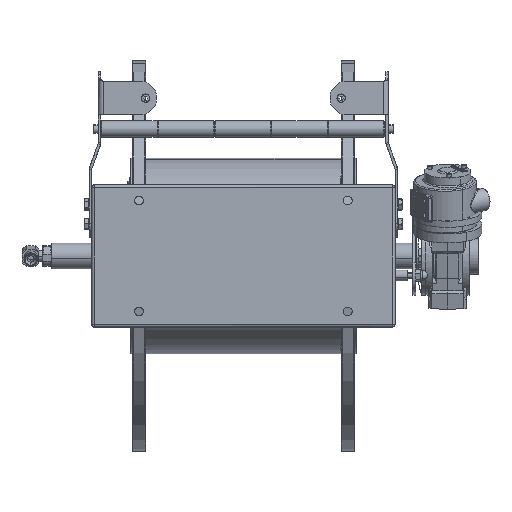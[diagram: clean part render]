
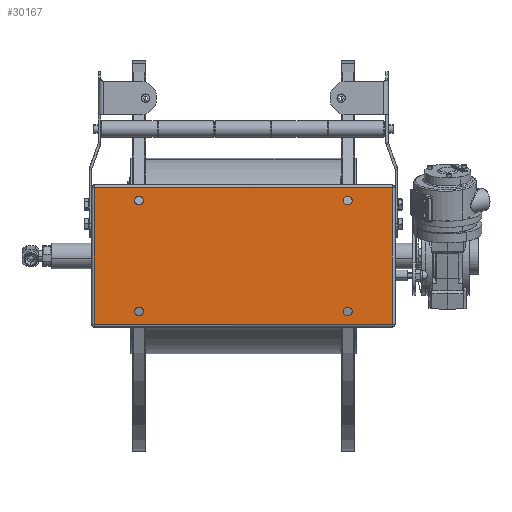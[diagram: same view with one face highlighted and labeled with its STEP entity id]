
A CAD part, front view. The second image highlights one B-rep face of the part: STEP entity #30167.
In plain terms, the highlighted planar face has unit normal (0, -1, 0).
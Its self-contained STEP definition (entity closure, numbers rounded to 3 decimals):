
#500 = EDGE_CURVE ( 'NONE', #19539, #41521, #79401, .T. ) ;
#2037 = CARTESIAN_POINT ( 'NONE',  ( -228.5, 0., 105. ) ) ;
#2538 = CARTESIAN_POINT ( 'NONE',  ( -160., 0., -85. ) ) ;
#4208 = EDGE_LOOP ( 'NONE', ( #49494, #42928 ) ) ;
#4288 = AXIS2_PLACEMENT_3D ( 'NONE', #76206, #27078, #19835 ) ;
#7515 = CIRCLE ( 'NONE', #74815, 6.75 ) ;
#8897 = CARTESIAN_POINT ( 'NONE',  ( -160., 0., 85. ) ) ;
#9509 = EDGE_CURVE ( 'NONE', #58219, #35885, #49087, .T. ) ;
#10259 = DIRECTION ( 'NONE',  ( 0., 0., -1. ) ) ;
#10543 = CARTESIAN_POINT ( 'NONE',  ( 153.25, 0., 85. ) ) ;
#12335 = CIRCLE ( 'NONE', #67974, 6.75 ) ;
#13090 = DIRECTION ( 'NONE',  ( 0., -1., 0. ) ) ;
#13363 = FACE_BOUND ( 'NONE', #60533, .T. ) ;
#13764 = FACE_OUTER_BOUND ( 'NONE', #19098, .T. ) ;
#14508 = ORIENTED_EDGE ( 'NONE', *, *, #61592, .F. ) ;
#14564 = CARTESIAN_POINT ( 'NONE',  ( -228.5, 0., -105. ) ) ;
#15444 = DIRECTION ( 'NONE',  ( 0., -1., 0. ) ) ;
#15951 = CARTESIAN_POINT ( 'NONE',  ( 228.5, 0., 105. ) ) ;
#16119 = CARTESIAN_POINT ( 'NONE',  ( 166.75, 0., -85. ) ) ;
#16399 = VERTEX_POINT ( 'NONE', #67781 ) ;
#17621 = VERTEX_POINT ( 'NONE', #62475 ) ;
#19069 = CARTESIAN_POINT ( 'NONE',  ( -160., 0., -85. ) ) ;
#19098 = EDGE_LOOP ( 'NONE', ( #38967, #48868, #69140, #62641 ) ) ;
#19358 = DIRECTION ( 'NONE',  ( 1., 0., 0. ) ) ;
#19539 = VERTEX_POINT ( 'NONE', #62509 ) ;
#19835 = DIRECTION ( 'NONE',  ( -1., 0., 0. ) ) ;
#20046 = ORIENTED_EDGE ( 'NONE', *, *, #500, .F. ) ;
#22551 = DIRECTION ( 'NONE',  ( 1., 0., 0. ) ) ;
#23381 = VERTEX_POINT ( 'NONE', #10543 ) ;
#24223 = DIRECTION ( 'NONE',  ( 0., -1., 0. ) ) ;
#24937 = DIRECTION ( 'NONE',  ( 1., 0., 0. ) ) ;
#25259 = EDGE_CURVE ( 'NONE', #39719, #16399, #30677, .T. ) ;
#25965 = EDGE_CURVE ( 'NONE', #58219, #52651, #43027, .T. ) ;
#26506 = DIRECTION ( 'NONE',  ( 1., 0., 0. ) ) ;
#26682 = PLANE ( 'NONE',  #4288 ) ;
#27078 = DIRECTION ( 'NONE',  ( 0., 1., 0. ) ) ;
#27487 = FACE_BOUND ( 'NONE', #77548, .T. ) ;
#28351 = VERTEX_POINT ( 'NONE', #49051 ) ;
#30167 = ADVANCED_FACE ( 'NONE', ( #13363, #27487, #37998, #75797, #13764 ), #26682, .F. ) ;
#30342 = AXIS2_PLACEMENT_3D ( 'NONE', #55975, #13090, #30860 ) ;
#30677 = CIRCLE ( 'NONE', #69597, 6.75 ) ;
#30680 = DIRECTION ( 'NONE',  ( 1., 0., 0. ) ) ;
#30860 = DIRECTION ( 'NONE',  ( 1., 0., 0. ) ) ;
#30891 = AXIS2_PLACEMENT_3D ( 'NONE', #8897, #77043, #22551 ) ;
#31375 = VECTOR ( 'NONE', #26506, 1000. ) ;
#35885 = VERTEX_POINT ( 'NONE', #14564 ) ;
#37326 = DIRECTION ( 'NONE',  ( 0., 0., -1. ) ) ;
#37503 = CARTESIAN_POINT ( 'NONE',  ( -160., 0., 85. ) ) ;
#37753 = EDGE_CURVE ( 'NONE', #41521, #19539, #42474, .T. ) ;
#37998 = FACE_BOUND ( 'NONE', #41114, .T. ) ;
#38967 = ORIENTED_EDGE ( 'NONE', *, *, #59957, .T. ) ;
#39037 = LINE ( 'NONE', #57292, #31375 ) ;
#39719 = VERTEX_POINT ( 'NONE', #63210 ) ;
#40838 = CARTESIAN_POINT ( 'NONE',  ( 166.75, 0., 85. ) ) ;
#41114 = EDGE_LOOP ( 'NONE', ( #52770, #65801 ) ) ;
#41441 = VERTEX_POINT ( 'NONE', #40838 ) ;
#41521 = VERTEX_POINT ( 'NONE', #48932 ) ;
#42398 = CARTESIAN_POINT ( 'NONE',  ( 160., 0., -85. ) ) ;
#42474 = CIRCLE ( 'NONE', #30891, 6.75 ) ;
#42928 = ORIENTED_EDGE ( 'NONE', *, *, #52424, .F. ) ;
#43027 = LINE ( 'NONE', #67842, #74821 ) ;
#43790 = CARTESIAN_POINT ( 'NONE',  ( -228.5, 0., 105. ) ) ;
#44567 = ORIENTED_EDGE ( 'NONE', *, *, #25259, .F. ) ;
#44605 = EDGE_CURVE ( 'NONE', #52651, #28351, #71524, .T. ) ;
#45220 = DIRECTION ( 'NONE',  ( 0., -1., 0. ) ) ;
#46840 = AXIS2_PLACEMENT_3D ( 'NONE', #67126, #74087, #24937 ) ;
#48868 = ORIENTED_EDGE ( 'NONE', *, *, #44605, .F. ) ;
#48932 = CARTESIAN_POINT ( 'NONE',  ( -166.75, 0., 85. ) ) ;
#49051 = CARTESIAN_POINT ( 'NONE',  ( 228.5, 0., -105. ) ) ;
#49087 = LINE ( 'NONE', #43790, #70731 ) ;
#49494 = ORIENTED_EDGE ( 'NONE', *, *, #76243, .F. ) ;
#50689 = CIRCLE ( 'NONE', #46840, 6.75 ) ;
#51406 = DIRECTION ( 'NONE',  ( 0., -1., 0. ) ) ;
#52424 = EDGE_CURVE ( 'NONE', #17621, #69622, #64292, .T. ) ;
#52651 = VERTEX_POINT ( 'NONE', #54898 ) ;
#52770 = ORIENTED_EDGE ( 'NONE', *, *, #61365, .F. ) ;
#53236 = DIRECTION ( 'NONE',  ( 1., 0., 0. ) ) ;
#54898 = CARTESIAN_POINT ( 'NONE',  ( 228.5, 0., 105. ) ) ;
#55975 = CARTESIAN_POINT ( 'NONE',  ( 160., 0., 85. ) ) ;
#56032 = DIRECTION ( 'NONE',  ( 1., 0., 0. ) ) ;
#57292 = CARTESIAN_POINT ( 'NONE',  ( -232.5, 0., -105. ) ) ;
#58219 = VERTEX_POINT ( 'NONE', #2037 ) ;
#58526 = EDGE_CURVE ( 'NONE', #23381, #41441, #50689, .T. ) ;
#59350 = DIRECTION ( 'NONE',  ( 0., -1., 0. ) ) ;
#59426 = VECTOR ( 'NONE', #10259, 1000. ) ;
#59957 = EDGE_CURVE ( 'NONE', #35885, #28351, #39037, .T. ) ;
#60533 = EDGE_LOOP ( 'NONE', ( #44567, #14508 ) ) ;
#61365 = EDGE_CURVE ( 'NONE', #41441, #23381, #73164, .T. ) ;
#61592 = EDGE_CURVE ( 'NONE', #16399, #39719, #12335, .T. ) ;
#61973 = ORIENTED_EDGE ( 'NONE', *, *, #37753, .F. ) ;
#62368 = DIRECTION ( 'NONE',  ( 1., 0., 0. ) ) ;
#62475 = CARTESIAN_POINT ( 'NONE',  ( 153.25, 0., -85. ) ) ;
#62509 = CARTESIAN_POINT ( 'NONE',  ( -153.25, 0., 85. ) ) ;
#62641 = ORIENTED_EDGE ( 'NONE', *, *, #9509, .T. ) ;
#63210 = CARTESIAN_POINT ( 'NONE',  ( -153.25, 0., -85. ) ) ;
#64292 = CIRCLE ( 'NONE', #69475, 6.75 ) ;
#65801 = ORIENTED_EDGE ( 'NONE', *, *, #58526, .F. ) ;
#67126 = CARTESIAN_POINT ( 'NONE',  ( 160., 0., 85. ) ) ;
#67781 = CARTESIAN_POINT ( 'NONE',  ( -166.75, 0., -85. ) ) ;
#67842 = CARTESIAN_POINT ( 'NONE',  ( -232.5, 0., 105. ) ) ;
#67974 = AXIS2_PLACEMENT_3D ( 'NONE', #19069, #51406, #62368 ) ;
#69140 = ORIENTED_EDGE ( 'NONE', *, *, #25965, .F. ) ;
#69475 = AXIS2_PLACEMENT_3D ( 'NONE', #42398, #24223, #30680 ) ;
#69597 = AXIS2_PLACEMENT_3D ( 'NONE', #2538, #15444, #76284 ) ;
#69622 = VERTEX_POINT ( 'NONE', #16119 ) ;
#70731 = VECTOR ( 'NONE', #37326, 1000. ) ;
#71524 = LINE ( 'NONE', #15951, #59426 ) ;
#72802 = CARTESIAN_POINT ( 'NONE',  ( 160., 0., -85. ) ) ;
#73164 = CIRCLE ( 'NONE', #30342, 6.75 ) ;
#74087 = DIRECTION ( 'NONE',  ( 0., -1., 0. ) ) ;
#74186 = AXIS2_PLACEMENT_3D ( 'NONE', #37503, #45220, #19358 ) ;
#74815 = AXIS2_PLACEMENT_3D ( 'NONE', #72802, #59350, #53236 ) ;
#74821 = VECTOR ( 'NONE', #56032, 1000. ) ;
#75797 = FACE_BOUND ( 'NONE', #4208, .T. ) ;
#76206 = CARTESIAN_POINT ( 'NONE',  ( -232.5, 0., 105. ) ) ;
#76243 = EDGE_CURVE ( 'NONE', #69622, #17621, #7515, .T. ) ;
#76284 = DIRECTION ( 'NONE',  ( 1., 0., 0. ) ) ;
#77043 = DIRECTION ( 'NONE',  ( 0., -1., 0. ) ) ;
#77548 = EDGE_LOOP ( 'NONE', ( #20046, #61973 ) ) ;
#79401 = CIRCLE ( 'NONE', #74186, 6.75 ) ;
